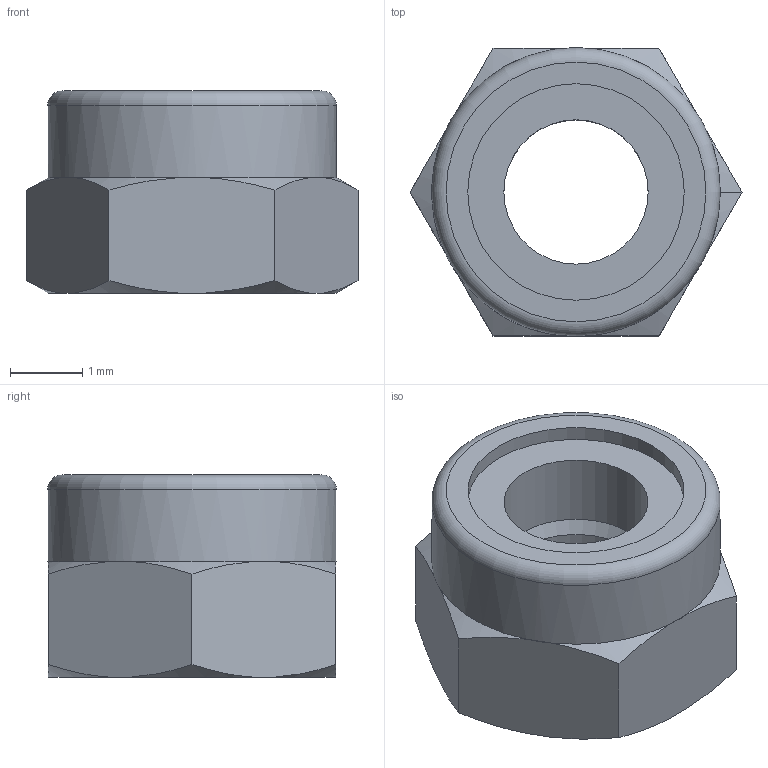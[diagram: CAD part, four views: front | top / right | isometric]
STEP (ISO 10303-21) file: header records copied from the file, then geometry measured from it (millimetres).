
FILE_DESCRIPTION(('FreeCAD Model'),'2;1');
FILE_NAME('Open CASCADE Shape Model','2023-03-26T15:35:48',(''),(''), 'Open CASCADE STEP processor 7.6','FreeCAD','Unknown');
FILE_SCHEMA(('AUTOMOTIVE_DESIGN { 1 0 10303 214 1 1 1 1 }'));
Length unit declared in the file: millimetre
Products named in the file (1): DADO_ESAGONALE_AUTOBLOCCANTE
Bounding box: 4.6 x 4 x 2.8 mm (x, y, z)
Volume: 27 mm3; surface area: 75.1 mm2
Topology: 1 solids, 1 shells, 37 faces, 81 edges, 48 vertices
Faces by surface type: plane 16, cone 16, cylinder 4, torus 1
Full cylindrical faces by diameter (mm): 2 x2, 3 x1, 4 x1
Entity records: 2409 total; most frequent: CARTESIAN_POINT 528, DIRECTION 319, ORIENTED_EDGE 162, PCURVE 162, DEFINITIONAL_REPRESENTATION 162, LINE 113, VECTOR 113, AXIS2_PLACEMENT_3D 93
